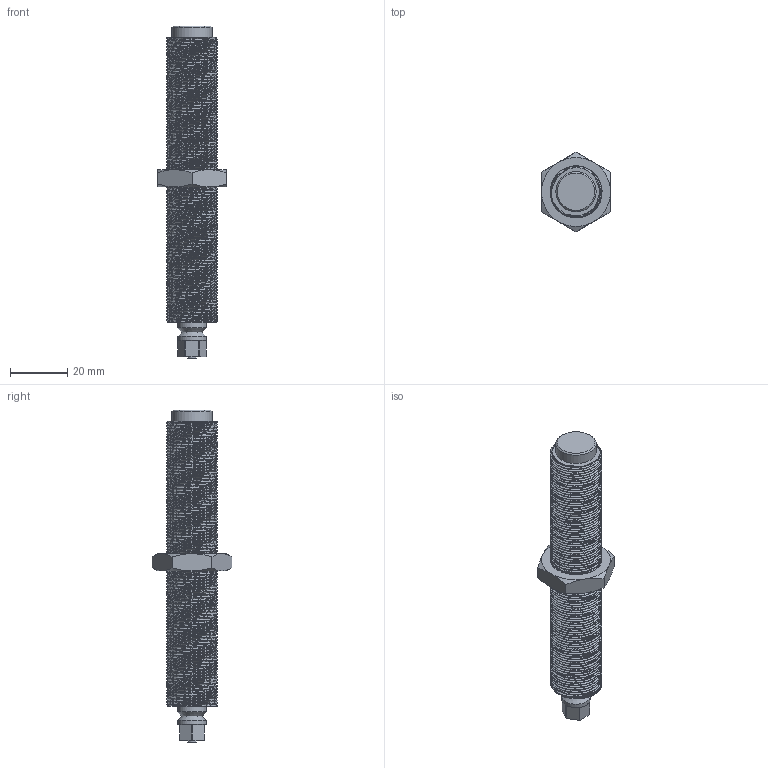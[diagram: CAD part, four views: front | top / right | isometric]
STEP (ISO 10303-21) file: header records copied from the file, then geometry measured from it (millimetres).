
FILE_DESCRIPTION(/* description */ (''),/* implementation_level */ '2;1');
FILE_NAME(/* name */ '13e2b5ab-3a3e-4262-9651-432a2383d5ef.stp',/* time_stamp */ '2020-11-20T09:57:13+00:00',/* author */ (''),/* organization */ (''),/* preprocessor_version */ 'ST-DEVELOPER v18.1',/* originating_system */ 'Autodesk Translation Framework v9.3.0.1241',/* authorisation */ '');
FILE_SCHEMA (('AUTOMOTIVE_DESIGN { 1 0 10303 214 3 1 1 }'));
Length unit declared in the file: millimetre
Products named in the file (3): AS 18/100; Screw_M18; Hex_nut_M18
Assembly tree (2 placements, depth 2):
  AS 18/100
    Screw_M18
    Hex_nut_M18
Bounding box: 24 x 27.71 x 115.5 mm (x, y, z)
Volume: 26047.6 mm3; surface area: 11472.8 mm2
Topology: 2 solids, 2 shells, 277 faces, 793 edges, 524 vertices
Faces by surface type: cylinder 219, plane 38, cone 16, bspline 4
Full cylindrical faces by diameter (mm): 3 x1, 6 x1, 10 x2, 14 x1, 16.741 x93, 17.035 x5, 17.884 x92, 18.152 x5
Entity records: 24362 total; most frequent: CARTESIAN_POINT 18009, ORIENTED_EDGE 1586, DIRECTION 911, EDGE_CURVE 793, VERTEX_POINT 524, B_SPLINE_CURVE_WITH_KNOTS 436, AXIS2_PLACEMENT_3D 319, EDGE_LOOP 283
